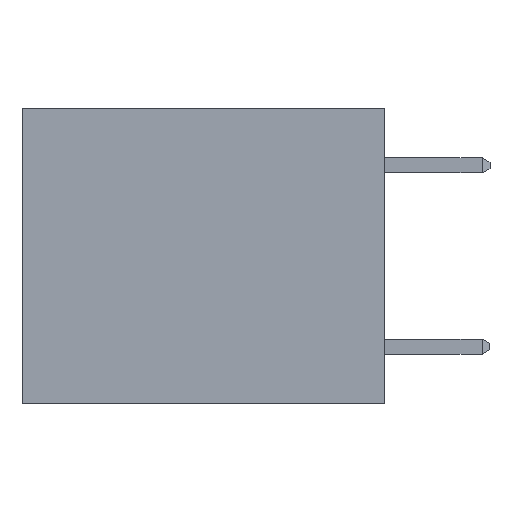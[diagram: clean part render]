
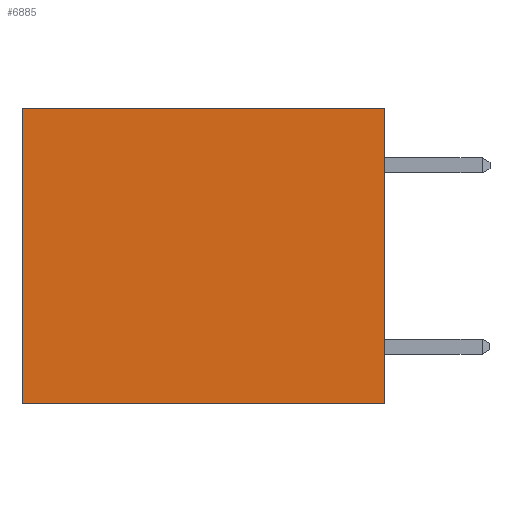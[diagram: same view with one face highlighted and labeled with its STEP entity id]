
A CAD part, left-side view. The second image highlights one B-rep face of the part: STEP entity #6885.
In plain terms, the highlighted planar face has unit normal (-1, 0, 0).
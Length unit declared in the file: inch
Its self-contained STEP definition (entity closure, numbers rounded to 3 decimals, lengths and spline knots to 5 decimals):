
#211 = CARTESIAN_POINT ( 'NONE',  ( 0.3165, 0., 0. ) ) ;
#464 = FACE_OUTER_BOUND ( 'NONE', #1869, .T. ) ;
#573 = LINE ( 'NONE', #7844, #8097 ) ;
#816 = LINE ( 'NONE', #211, #2943 ) ;
#1079 = CARTESIAN_POINT ( 'NONE',  ( 0.3165, 0.6, -0.49 ) ) ;
#1697 = CARTESIAN_POINT ( 'NONE',  ( 0.3165, 0., -0.49 ) ) ;
#1869 = EDGE_LOOP ( 'NONE', ( #2306, #4821, #2521, #3451 ) ) ;
#2306 = ORIENTED_EDGE ( 'NONE', *, *, #6672, .T. ) ;
#2521 = ORIENTED_EDGE ( 'NONE', *, *, #5294, .F. ) ;
#2943 = VECTOR ( 'NONE', #6568, 39.37008 ) ;
#3063 = CARTESIAN_POINT ( 'NONE',  ( 0.3165, 0., 0. ) ) ;
#3451 = ORIENTED_EDGE ( 'NONE', *, *, #4291, .T. ) ;
#3760 = EDGE_CURVE ( 'NONE', #5442, #6942, #6893, .T. ) ;
#3815 = LINE ( 'NONE', #5122, #5162 ) ;
#3955 = VECTOR ( 'NONE', #6724, 39.37008 ) ;
#4244 = VERTEX_POINT ( 'NONE', #3063 ) ;
#4291 = EDGE_CURVE ( 'NONE', #4244, #4632, #816, .T. ) ;
#4632 = VERTEX_POINT ( 'NONE', #5402 ) ;
#4821 = ORIENTED_EDGE ( 'NONE', *, *, #3760, .F. ) ;
#5122 = CARTESIAN_POINT ( 'NONE',  ( 0.3165, 0., -0.49 ) ) ;
#5162 = VECTOR ( 'NONE', #6786, 39.37008 ) ;
#5294 = EDGE_CURVE ( 'NONE', #4244, #5442, #3815, .T. ) ;
#5297 = AXIS2_PLACEMENT_3D ( 'NONE', #5373, #8942, #7622 ) ;
#5373 = CARTESIAN_POINT ( 'NONE',  ( 0.3165, 0., -0.49 ) ) ;
#5402 = CARTESIAN_POINT ( 'NONE',  ( 0.3165, 0.6, 0. ) ) ;
#5442 = VERTEX_POINT ( 'NONE', #5462 ) ;
#5462 = CARTESIAN_POINT ( 'NONE',  ( 0.3165, 0., -0.49 ) ) ;
#6568 = DIRECTION ( 'NONE',  ( 0., 1., 0. ) ) ;
#6672 = EDGE_CURVE ( 'NONE', #4632, #6942, #573, .T. ) ;
#6724 = DIRECTION ( 'NONE',  ( 0., 1., 0. ) ) ;
#6786 = DIRECTION ( 'NONE',  ( 0., 0., -1. ) ) ;
#6885 = ADVANCED_FACE ( 'NONE', ( #464 ), #8233, .F. ) ;
#6893 = LINE ( 'NONE', #1697, #3955 ) ;
#6942 = VERTEX_POINT ( 'NONE', #1079 ) ;
#7622 = DIRECTION ( 'NONE',  ( 0., 0., -1. ) ) ;
#7757 = DIRECTION ( 'NONE',  ( 0., 0., -1. ) ) ;
#7844 = CARTESIAN_POINT ( 'NONE',  ( 0.3165, 0.6, -0.49 ) ) ;
#8097 = VECTOR ( 'NONE', #7757, 39.37008 ) ;
#8233 = PLANE ( 'NONE',  #5297 ) ;
#8942 = DIRECTION ( 'NONE',  ( 1., 0., 0. ) ) ;
